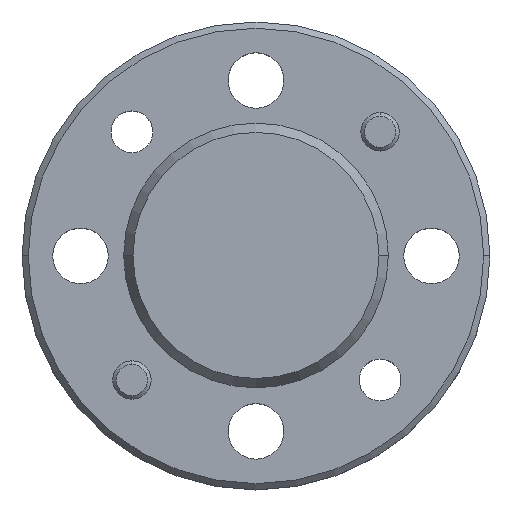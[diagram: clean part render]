
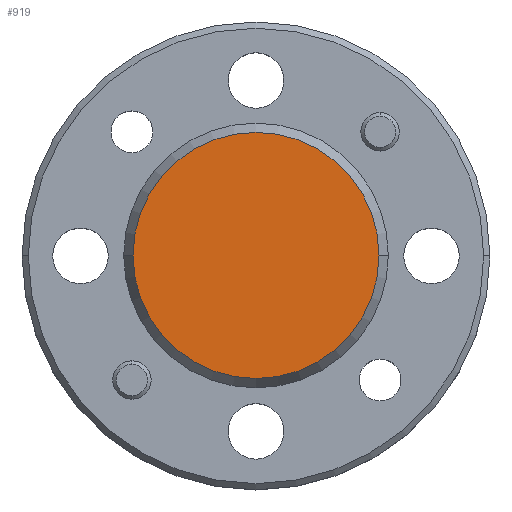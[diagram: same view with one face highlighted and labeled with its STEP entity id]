
A CAD part, top view. The second image highlights one B-rep face of the part: STEP entity #919.
In plain terms, the highlighted planar face has unit normal (0, 0, 1).
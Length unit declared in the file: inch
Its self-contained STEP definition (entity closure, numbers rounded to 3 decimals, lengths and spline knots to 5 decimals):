
#36 = EDGE_CURVE ( 'NONE', #1812, #444, #1787, .T. ) ;
#260 = ORIENTED_EDGE ( 'NONE', *, *, #36, .T. ) ;
#264 = DIRECTION ( 'NONE',  ( -1., 0., 0. ) ) ;
#299 = AXIS2_PLACEMENT_3D ( 'NONE', #1040, #1199, #1381 ) ;
#302 = CIRCLE ( 'NONE', #1403, 0.19727 ) ;
#411 = EDGE_LOOP ( 'NONE', ( #260, #1277 ) ) ;
#444 = VERTEX_POINT ( 'NONE', #1605 ) ;
#654 = FACE_OUTER_BOUND ( 'NONE', #411, .T. ) ;
#728 = CARTESIAN_POINT ( 'NONE',  ( 0., 0.218, 0. ) ) ;
#912 = DIRECTION ( 'NONE',  ( 0., 0., -1. ) ) ;
#919 = ADVANCED_FACE ( 'NONE', ( #654 ), #1705, .F. ) ;
#995 = DIRECTION ( 'NONE',  ( -1., 0., 0. ) ) ;
#1040 = CARTESIAN_POINT ( 'NONE',  ( 0., 0., 0. ) ) ;
#1131 = CARTESIAN_POINT ( 'NONE',  ( 0., 0., 0. ) ) ;
#1199 = DIRECTION ( 'NONE',  ( 0., 0., 1. ) ) ;
#1277 = ORIENTED_EDGE ( 'NONE', *, *, #1312, .T. ) ;
#1312 = EDGE_CURVE ( 'NONE', #444, #1812, #302, .T. ) ;
#1381 = DIRECTION ( 'NONE',  ( -1., 0., 0. ) ) ;
#1403 = AXIS2_PLACEMENT_3D ( 'NONE', #1131, #1963, #995 ) ;
#1605 = CARTESIAN_POINT ( 'NONE',  ( 0.19727, 0., 0. ) ) ;
#1705 = PLANE ( 'NONE',  #2039 ) ;
#1787 = CIRCLE ( 'NONE', #299, 0.19727 ) ;
#1812 = VERTEX_POINT ( 'NONE', #1883 ) ;
#1883 = CARTESIAN_POINT ( 'NONE',  ( -0.19727, 0., 0. ) ) ;
#1963 = DIRECTION ( 'NONE',  ( 0., 0., 1. ) ) ;
#2039 = AXIS2_PLACEMENT_3D ( 'NONE', #728, #912, #264 ) ;
